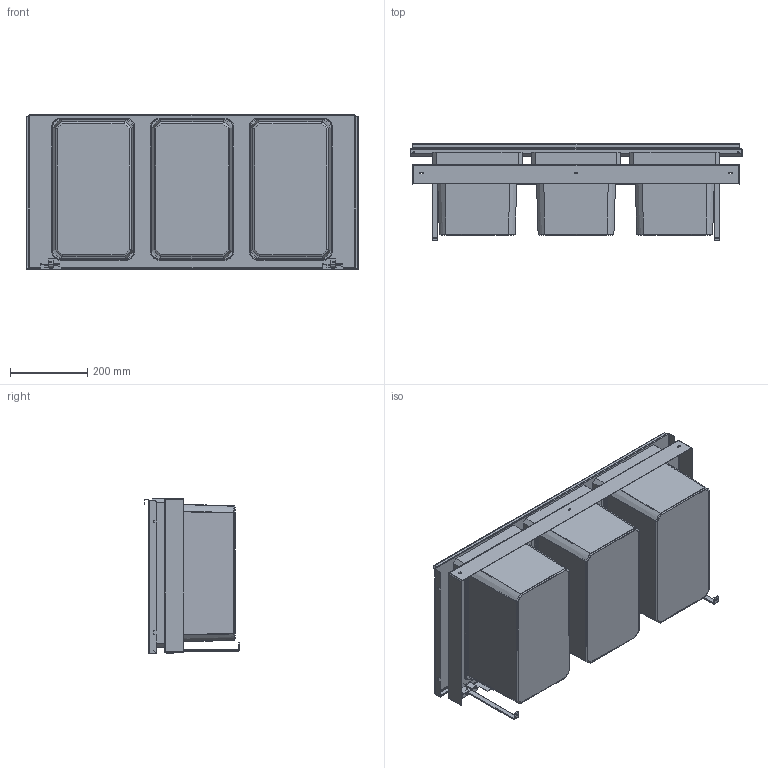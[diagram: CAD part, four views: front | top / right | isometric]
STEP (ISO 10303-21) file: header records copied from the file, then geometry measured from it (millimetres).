
FILE_DESCRIPTION(('STEP AP214'),'1');
FILE_NAME('8013386_V Cox Stand-UP 250 S_900-3.STP','2024-08-16T09:36:54',(' '),(' '),'Spatial InterOp 3D',' ',' ');
FILE_SCHEMA(('AUTOMOTIVE_DESIGN { 1 0 10303 214 1 1 1 1 }'));
Length unit declared in the file: millimetre
Products named in the file (1): 3D-Objekt
Bounding box: 860 x 248.3 x 402 mm (x, y, z)
Volume: 3905276.3 mm3; surface area: 3208348.3 mm2
Topology: 9 solids, 9 shells, 702 faces, 1714 edges, 1032 vertices
Faces by surface type: plane 418, cylinder 120, cone 72, torus 56, bspline 24, extrusion 12
Entity records: 21344 total; most frequent: CARTESIAN_POINT 4789, ORIENTED_EDGE 3428, DIRECTION 3360, EDGE_CURVE 1714, VECTOR 1178, LINE 1166, AXIS2_PLACEMENT_3D 1091, VERTEX_POINT 1032
